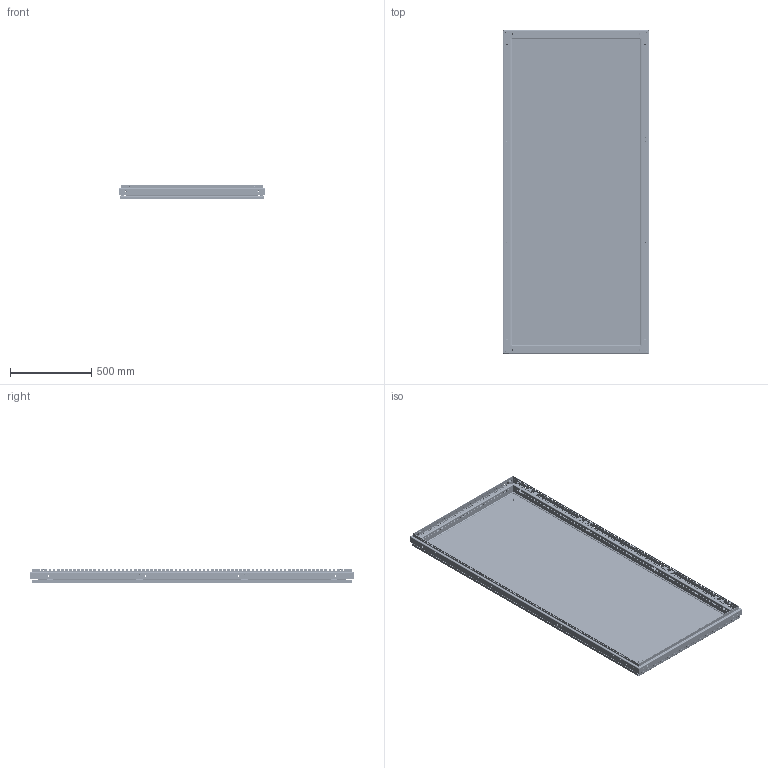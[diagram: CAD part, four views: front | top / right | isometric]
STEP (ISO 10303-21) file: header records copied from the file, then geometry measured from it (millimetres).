
FILE_DESCRIPTION (( 'STEP AP214' ), '1' );
FILE_NAME ('Ñâàðíàÿ ðàìà ñ çàäíåé ïàíåëüþ W900H2000.STEP', '2024-08-14T10:21:25', ( '' ), ( '' ), 'SwSTEP 2.0', 'SolidWorks 2021', '' );
FILE_SCHEMA (( 'AUTOMOTIVE_DESIGN' ));
Length unit declared in the file: millimetre
Products named in the file (19): Âèíò Ì6õ16 ìåáåëüíûé; Øïèëüêà ïðèâàðíàÿ Ì6õ16; Ñâàðíàÿ ðàìà W900H2000; Ãîðèçîíòàëüíûé ïðîôèëü W900; Áîêîâîé ïðîôèëü2 H2000; Ãàéêà êëåòüåâàÿ DIN 88109-Ì6-(1,7-2,5)-Zn ; Ãîðèçîíòàëüíûé ïðîôèëü1 W900; 600.000; Çàêëåïêà ðåçüáîâàÿ Ì8 øåñòèãðàííàÿ ñ óìåíüøåííûì áîðòîì; Ãîðèçîíòàëüíûé ïðîôèëü2 W900; Áîáûøêà; Ãàñêåòèíã çàäíåé ïàíåëè W900H2000; Áîêîâîé ïðîôèëü H2000; Êðåïëåíèå çàäíåé ïàíåëè; Ñâàðíàÿ ðàìà ñ çàäíåé ïàíåëüþ W900H2000; Çàäíÿÿ ïàíåëü ÑÁ W900H2000; Áîêîâîé ïðîôèëü1 H2000; Çàäíÿÿ ïàíåëü W900H2000; Çàêëåïêà ðåçüáîâàÿ Ì6 øåñòèãðàííàÿ ñ óìåíüøåííûì áîðòîì
Assembly tree (92 placements, depth 4):
  Ñâàðíàÿ ðàìà ñ çàäíåé ïàíåëüþ W900H2000
    Ñâàðíàÿ ðàìà W900H2000
      Ãîðèçîíòàëüíûé ïðîôèëü W900  x2
        Ãîðèçîíòàëüíûé ïðîôèëü1 W900
        Ãîðèçîíòàëüíûé ïðîôèëü2 W900
        600.000
        Áîáûøêà
      Áîêîâîé ïðîôèëü H2000  x2
        Áîêîâîé ïðîôèëü1 H2000
        Áîêîâîé ïðîôèëü2 H2000
      Çàêëåïêà ðåçüáîâàÿ Ì8 øåñòèãðàííàÿ ñ óìåíüøåííûì áîðòîì  x8
      Çàêëåïêà ðåçüáîâàÿ Ì6 øåñòèãðàííàÿ ñ óìåíüøåííûì áîðòîì  x26
    Çàäíÿÿ ïàíåëü ÑÁ W900H2000
      Çàäíÿÿ ïàíåëü W900H2000
      Ãàñêåòèíã çàäíåé ïàíåëè W900H2000
      Øïèëüêà ïðèâàðíàÿ Ì6õ16  x2
    Êðåïëåíèå çàäíåé ïàíåëè  x8
    Âèíò Ì6õ16 ìåáåëüíûé  x24
    Ãàéêà êëåòüåâàÿ DIN 88109-Ì6-(1,7-2,5)-Zn   x8
Bounding box: 901.2 x 1996 x 90.9 mm (x, y, z)
Volume: 5661261.9 mm3; surface area: 6548399.8 mm2
Topology: 94 solids, 94 shells, 9180 faces, 24668 edges, 15722 vertices
Faces by surface type: plane 5037, cylinder 3369, cone 472, bspline 250, torus 52
Entity records: 96681 total; most frequent: CARTESIAN_POINT 23942, ORIENTED_EDGE 14928, DIRECTION 14165, EDGE_CURVE 7464, VECTOR 5613, LINE 5613, VERTEX_POINT 4866, AXIS2_PLACEMENT_3D 4276
